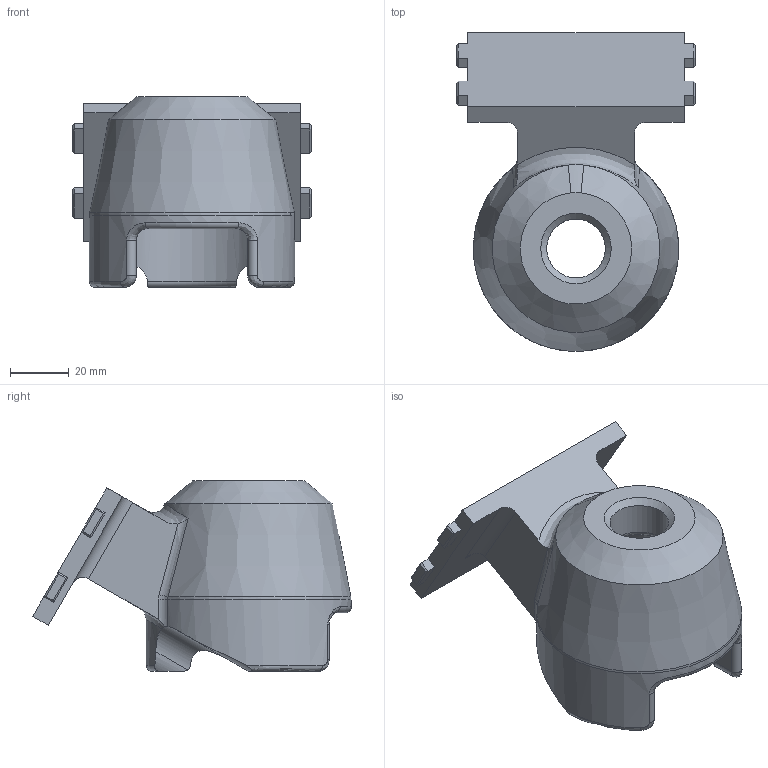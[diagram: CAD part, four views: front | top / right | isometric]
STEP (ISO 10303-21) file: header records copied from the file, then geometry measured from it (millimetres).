
FILE_DESCRIPTION(/* description */ (''),/* implementation_level */ '2;1');
FILE_NAME(/* name */ 'Hex Impact.step',/* time_stamp */ '2024-05-07T10:42:07-04:00',/* author */ (''),/* organization */ (''),/* preprocessor_version */ 'ST-DEVELOPER v20',/* originating_system */ 'Autodesk Translation Framework v12.20.1.177',/* authorisation */ '');
FILE_SCHEMA (('AUTOMOTIVE_DESIGN { 1 0 10303 214 3 1 1 }'));
Length unit declared in the file: millimetre
Products named in the file (1): M12_2462-20_v3_v1
Bounding box: 81.4 x 108.65 x 65 mm (x, y, z)
Volume: 158138.1 mm3; surface area: 33384.9 mm2
Topology: 1 solids, 1 shells, 103 faces, 262 edges, 161 vertices
Faces by surface type: plane 51, cylinder 22, bspline 15, torus 11, cone 4
Full cylindrical faces by diameter (mm): 20 x1, 50 x1
Entity records: 3787 total; most frequent: CARTESIAN_POINT 1397, ORIENTED_EDGE 524, DIRECTION 440, EDGE_CURVE 262, VERTEX_POINT 161, AXIS2_PLACEMENT_3D 152, LINE 136, VECTOR 136
